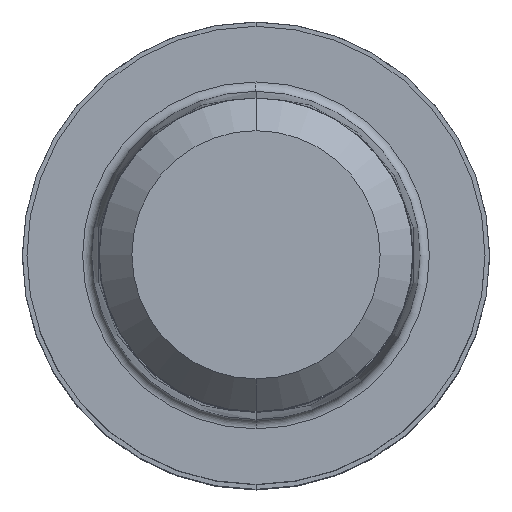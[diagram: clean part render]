
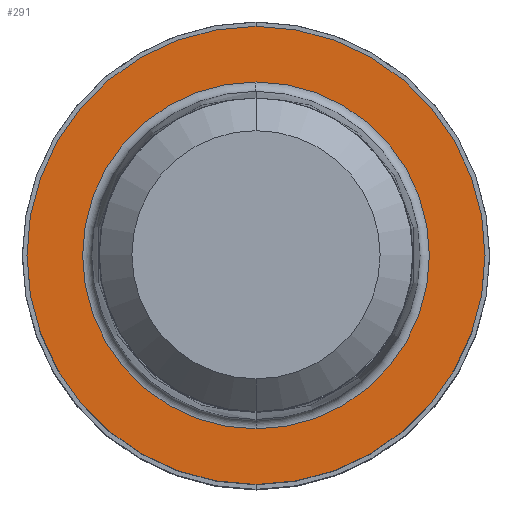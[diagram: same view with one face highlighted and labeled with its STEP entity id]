
A CAD part, top view. The second image highlights one B-rep face of the part: STEP entity #291.
In plain terms, the highlighted planar face has unit normal (0, 0, 1).
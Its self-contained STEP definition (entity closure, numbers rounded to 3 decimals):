
#219=VERTEX_POINT('',#558);
#267=VERTEX_POINT('',#611);
#289=VERTEX_POINT('',#634);
#291=ADVANCED_FACE('',(#636,#637),#638,.T.);
#313=EDGE_CURVE('',#267,#289,#666,.T.);
#425=EDGE_CURVE('',#289,#267,#794,.T.);
#467=EDGE_CURVE('',#505,#219,#842,.T.);
#471=EDGE_CURVE('',#219,#505,#846,.T.);
#505=VERTEX_POINT('',#884);
#558=CARTESIAN_POINT('',(0.0,9.8,0.01));
#611=CARTESIAN_POINT('',(0.0,7.42,0.01));
#634=CARTESIAN_POINT('',(0.,-7.42,0.01));
#636=FACE_OUTER_BOUND('',#1041,.T.);
#637=FACE_BOUND('',#1042,.T.);
#638=PLANE('',#1043);
#666=CIRCLE('',#1080,7.42);
#794=CIRCLE('',#1246,7.42);
#842=CIRCLE('',#1301,9.8);
#846=CIRCLE('',#1306,9.8);
#884=CARTESIAN_POINT('',(0.,-9.8,0.01));
#1041=EDGE_LOOP('',(#1478,#1479));
#1042=EDGE_LOOP('',(#1480,#1481));
#1043=AXIS2_PLACEMENT_3D('',#1482,#1483,#1484);
#1080=AXIS2_PLACEMENT_3D('',#1534,#1535,#1536);
#1246=AXIS2_PLACEMENT_3D('',#1702,#1703,#1704);
#1301=AXIS2_PLACEMENT_3D('',#1772,#1773,#1774);
#1306=AXIS2_PLACEMENT_3D('',#1775,#1776,#1777);
#1478=ORIENTED_EDGE('',*,*,#471,.F.);
#1479=ORIENTED_EDGE('',*,*,#467,.F.);
#1480=ORIENTED_EDGE('',*,*,#313,.T.);
#1481=ORIENTED_EDGE('',*,*,#425,.T.);
#1482=CARTESIAN_POINT('',(0.0,4.9,0.01));
#1483=DIRECTION('',(-0.0,0.0,1.0));
#1484=DIRECTION('',(0.0,-1.0,0.0));
#1534=CARTESIAN_POINT('',(0.0,0.0,0.01));
#1535=DIRECTION('',(0.0,0.0,-1.0));
#1536=DIRECTION('',(0.0,1.0,0.0));
#1702=CARTESIAN_POINT('',(0.0,0.0,0.01));
#1703=DIRECTION('',(0.0,0.0,-1.0));
#1704=DIRECTION('',(0.0,1.0,0.0));
#1772=CARTESIAN_POINT('',(0.0,0.0,0.01));
#1773=DIRECTION('',(0.0,0.0,-1.0));
#1774=DIRECTION('',(0.0,1.0,0.0));
#1775=CARTESIAN_POINT('',(0.0,0.0,0.01));
#1776=DIRECTION('',(0.0,0.0,-1.0));
#1777=DIRECTION('',(0.0,1.0,0.0));
